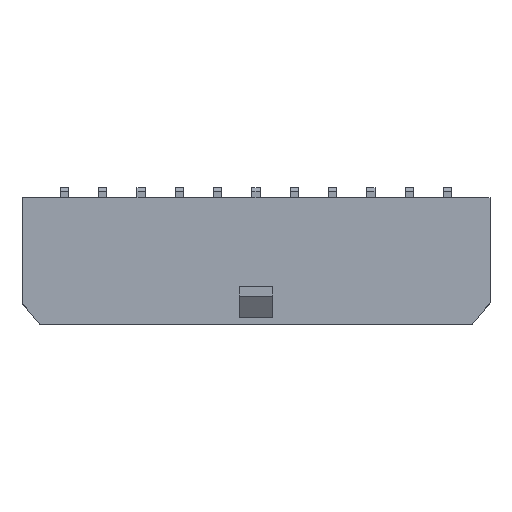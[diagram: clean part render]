
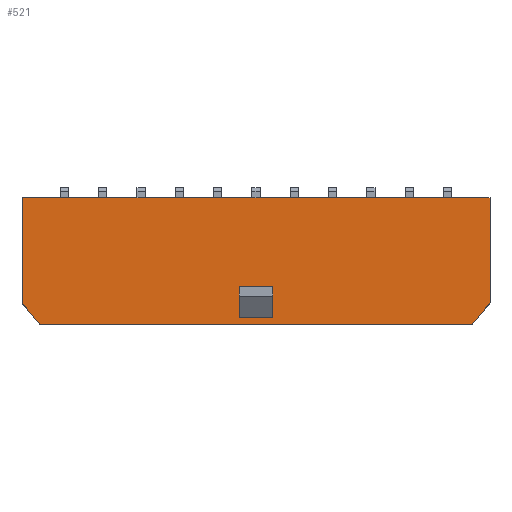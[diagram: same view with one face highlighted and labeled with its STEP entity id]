
A CAD part, top view. The second image highlights one B-rep face of the part: STEP entity #521.
In plain terms, the highlighted planar face has unit normal (0, 0, 1).
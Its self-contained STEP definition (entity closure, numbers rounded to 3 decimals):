
#521=ADVANCED_FACE('',(#1179,#1180),#869,.T.);
#869=PLANE('',#6475);
#1179=FACE_BOUND('',#1229,.T.);
#1180=FACE_BOUND('',#1230,.T.);
#1229=EDGE_LOOP('',(#1771,#1772,#1773,#1774,#1775,#1776));
#1230=EDGE_LOOP('',(#1777,#1778,#1779,#1780));
#1771=ORIENTED_EDGE('',*,*,#4082,.F.);
#1772=ORIENTED_EDGE('',*,*,#4065,.F.);
#1773=ORIENTED_EDGE('',*,*,#4143,.T.);
#1774=ORIENTED_EDGE('',*,*,#4074,.T.);
#1775=ORIENTED_EDGE('',*,*,#4079,.F.);
#1776=ORIENTED_EDGE('',*,*,#4138,.F.);
#1777=ORIENTED_EDGE('',*,*,#4144,.T.);
#1778=ORIENTED_EDGE('',*,*,#4145,.T.);
#1779=ORIENTED_EDGE('',*,*,#4146,.F.);
#1780=ORIENTED_EDGE('',*,*,#4147,.F.);
#3480=VERTEX_POINT('',#8815);
#3481=VERTEX_POINT('',#8817);
#3489=VERTEX_POINT('',#8834);
#3490=VERTEX_POINT('',#8836);
#3493=VERTEX_POINT('',#8844);
#3494=VERTEX_POINT('',#8848);
#3553=VERTEX_POINT('',#8973);
#3554=VERTEX_POINT('',#8974);
#3555=VERTEX_POINT('',#8976);
#3556=VERTEX_POINT('',#8978);
#4065=EDGE_CURVE('',#3480,#3481,#4964,.T.);
#4074=EDGE_CURVE('',#3490,#3489,#4973,.T.);
#4079=EDGE_CURVE('',#3493,#3489,#4978,.T.);
#4082=EDGE_CURVE('',#3481,#3494,#4981,.T.);
#4138=EDGE_CURVE('',#3494,#3493,#5037,.T.);
#4143=EDGE_CURVE('',#3480,#3490,#5042,.T.);
#4144=EDGE_CURVE('',#3553,#3554,#5043,.T.);
#4145=EDGE_CURVE('',#3554,#3555,#5044,.T.);
#4146=EDGE_CURVE('',#3556,#3555,#5045,.T.);
#4147=EDGE_CURVE('',#3553,#3556,#5046,.T.);
#4964=LINE('',#8816,#5767);
#4973=LINE('',#8835,#5776);
#4978=LINE('',#8845,#5781);
#4981=LINE('',#8851,#5784);
#5037=LINE('',#8963,#5840);
#5042=LINE('',#8971,#5845);
#5043=LINE('',#8972,#5846);
#5044=LINE('',#8975,#5847);
#5045=LINE('',#8977,#5848);
#5046=LINE('',#8979,#5849);
#5767=VECTOR('',#7025,1.);
#5776=VECTOR('',#7036,1.);
#5781=VECTOR('',#7043,1.);
#5784=VECTOR('',#7048,1.);
#5840=VECTOR('',#7106,1.);
#5845=VECTOR('',#7113,1.);
#5846=VECTOR('',#7114,1.);
#5847=VECTOR('',#7115,1.);
#5848=VECTOR('',#7116,1.);
#5849=VECTOR('',#7117,1.);
#6475=AXIS2_PLACEMENT_3D('',#8980,#7118,#7119);
#7025=DIRECTION('',(0.,-1.,0.));
#7036=DIRECTION('',(0.,-1.,0.));
#7043=DIRECTION('',(-0.643,0.766,0.));
#7048=DIRECTION('',(-0.643,-0.766,0.));
#7106=DIRECTION('',(-1.,0.,0.));
#7113=DIRECTION('',(-1.,0.,0.));
#7114=DIRECTION('',(-1.,0.,0.));
#7115=DIRECTION('',(0.,1.,0.));
#7116=DIRECTION('',(-1.,0.,0.));
#7117=DIRECTION('',(0.,1.,0.));
#7118=DIRECTION('',(0.,0.,1.));
#7119=DIRECTION('',(1.,0.,0.));
#8815=CARTESIAN_POINT('',(18.325,9.9,3.86));
#8816=CARTESIAN_POINT('',(18.325,9.9,3.86));
#8817=CARTESIAN_POINT('',(18.325,1.668,3.86));
#8834=CARTESIAN_POINT('',(-18.325,1.668,3.86));
#8835=CARTESIAN_POINT('',(-18.325,9.9,3.86));
#8836=CARTESIAN_POINT('',(-18.325,9.9,3.86));
#8844=CARTESIAN_POINT('',(-16.925,0.,3.86));
#8845=CARTESIAN_POINT('',(-16.925,0.,3.86));
#8848=CARTESIAN_POINT('',(16.925,0.,3.86));
#8851=CARTESIAN_POINT('',(18.325,1.668,3.86));
#8963=CARTESIAN_POINT('',(18.325,0.,3.86));
#8971=CARTESIAN_POINT('',(18.325,9.9,3.86));
#8972=CARTESIAN_POINT('',(1.3,0.54,3.86));
#8973=CARTESIAN_POINT('',(1.3,0.54,3.86));
#8974=CARTESIAN_POINT('',(-1.3,0.54,3.86));
#8975=CARTESIAN_POINT('',(-1.3,0.54,3.86));
#8976=CARTESIAN_POINT('',(-1.3,2.95,3.86));
#8977=CARTESIAN_POINT('',(1.3,2.95,3.86));
#8978=CARTESIAN_POINT('',(1.3,2.95,3.86));
#8979=CARTESIAN_POINT('',(1.3,0.54,3.86));
#8980=CARTESIAN_POINT('',(18.325,9.9,3.86));
